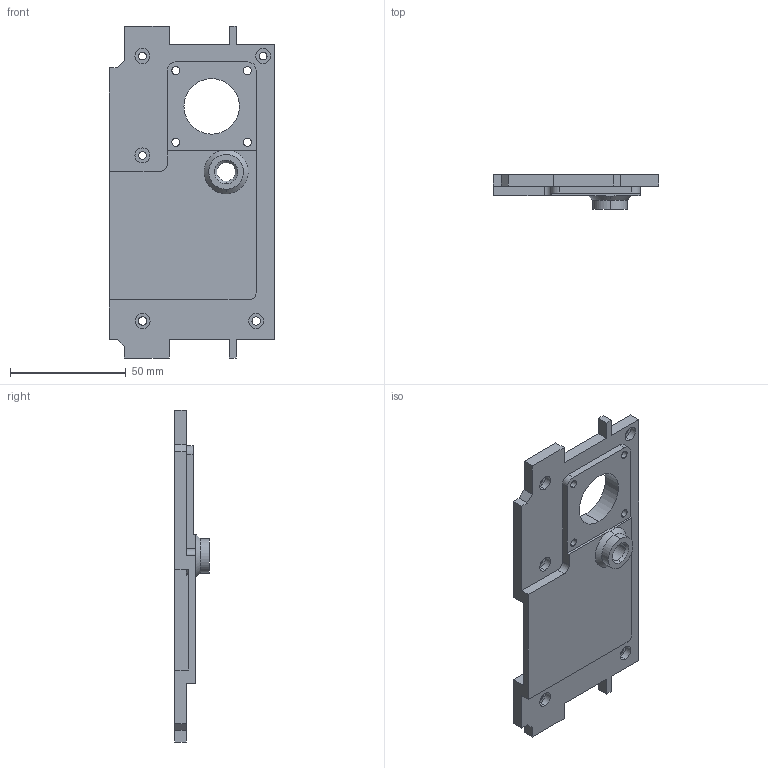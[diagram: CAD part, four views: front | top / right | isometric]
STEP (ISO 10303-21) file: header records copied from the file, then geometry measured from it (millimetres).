
FILE_DESCRIPTION (( 'STEP AP203' ), '1' );
FILE_NAME ('motor housing RIGHT-cover-1 (Default).STEP', '2021-11-19T20:48:36', ( '' ), ( '' ), 'SwSTEP 2.0', 'SolidWorks 2020', '' );
FILE_SCHEMA (( 'CONFIG_CONTROL_DESIGN' ));
Length unit declared in the file: millimetre
Products named in the file (1): motor housing RIGHT-cover-1 (Default)
Bounding box: 71.5 x 15 x 143.63 mm (x, y, z)
Volume: 47100 mm3; surface area: 23917.7 mm2
Topology: 1 solids, 1 shells, 86 faces, 235 edges, 156 vertices
Faces by surface type: plane 43, cylinder 38, cone 5
Entity records: 2874 total; most frequent: CARTESIAN_POINT 492, DIRECTION 489, ORIENTED_EDGE 470, EDGE_CURVE 235, AXIS2_PLACEMENT_3D 171, VERTEX_POINT 156, VECTOR 147, LINE 147
